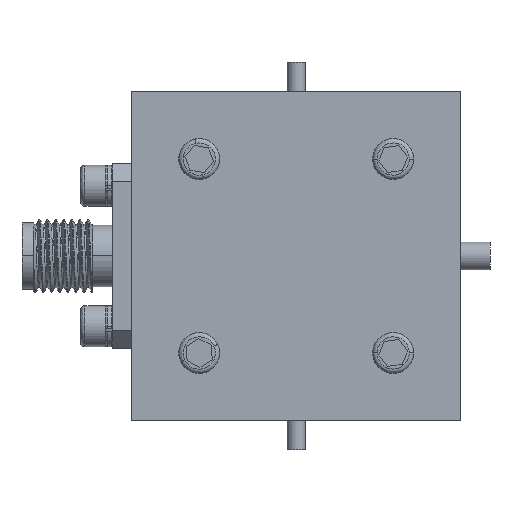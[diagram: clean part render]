
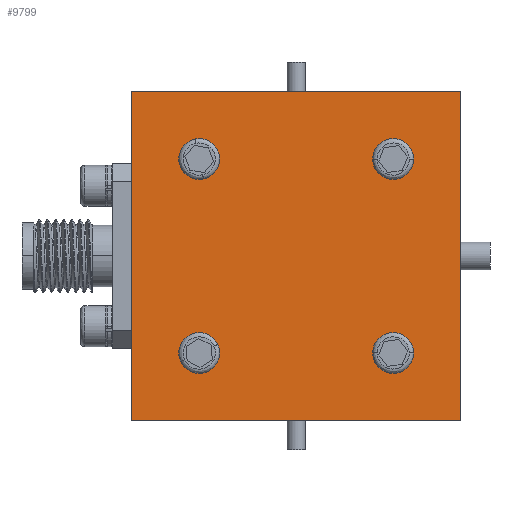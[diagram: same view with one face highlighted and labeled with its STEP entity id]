
A CAD part, front view. The second image highlights one B-rep face of the part: STEP entity #9799.
In plain terms, the highlighted face is planar.
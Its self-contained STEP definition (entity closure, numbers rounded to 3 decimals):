
#2 = EDGE_LOOP ( 'NONE', ( #3935, #1232, #8975, #4504 ) ) ;
#76 = EDGE_LOOP ( 'NONE', ( #7984, #5826 ) ) ;
#170 = CARTESIAN_POINT ( 'NONE',  ( -14.288, 3.175, -14.287 ) ) ;
#461 = DIRECTION ( 'NONE',  ( 0., 1., 0. ) ) ;
#473 = DIRECTION ( 'NONE',  ( 0., 1., 0. ) ) ;
#496 = VERTEX_POINT ( 'NONE', #1119 ) ;
#553 = CARTESIAN_POINT ( 'NONE',  ( 8.42, 3.175, 10.198 ) ) ;
#613 = CARTESIAN_POINT ( 'NONE',  ( -8.42, 3.175, -8.42 ) ) ;
#625 = ORIENTED_EDGE ( 'NONE', *, *, #3615, .F. ) ;
#652 = ORIENTED_EDGE ( 'NONE', *, *, #8754, .F. ) ;
#841 = CARTESIAN_POINT ( 'NONE',  ( 14.287, 3.175, -14.287 ) ) ;
#1004 = AXIS2_PLACEMENT_3D ( 'NONE', #8804, #8852, #3575 ) ;
#1119 = CARTESIAN_POINT ( 'NONE',  ( 14.288, 3.175, 14.288 ) ) ;
#1121 = EDGE_CURVE ( 'NONE', #4481, #496, #8342, .T. ) ;
#1232 = ORIENTED_EDGE ( 'NONE', *, *, #1121, .T. ) ;
#1252 = DIRECTION ( 'NONE',  ( 0., 0., 1. ) ) ;
#1304 = AXIS2_PLACEMENT_3D ( 'NONE', #5401, #9227, #4756 ) ;
#1377 = CIRCLE ( 'NONE', #6945, 1.778 ) ;
#1410 = FACE_BOUND ( 'NONE', #8075, .T. ) ;
#1426 = DIRECTION ( 'NONE',  ( -1., 0., 0. ) ) ;
#1480 = DIRECTION ( 'NONE',  ( 0., 0., -1. ) ) ;
#1582 = LINE ( 'NONE', #841, #8291 ) ;
#1631 = CIRCLE ( 'NONE', #3063, 1.778 ) ;
#1633 = CIRCLE ( 'NONE', #1304, 1.778 ) ;
#1755 = EDGE_CURVE ( 'NONE', #4347, #6432, #4633, .T. ) ;
#1895 = EDGE_CURVE ( 'NONE', #6432, #4347, #1631, .T. ) ;
#1949 = EDGE_CURVE ( 'NONE', #496, #3341, #1582, .T. ) ;
#1974 = PLANE ( 'NONE',  #8625 ) ;
#2044 = CARTESIAN_POINT ( 'NONE',  ( 8.42, 3.175, -6.642 ) ) ;
#2187 = DIRECTION ( 'NONE',  ( 0., 1., 0. ) ) ;
#2370 = DIRECTION ( 'NONE',  ( 0., 0., 1. ) ) ;
#2399 = VECTOR ( 'NONE', #1426, 1000. ) ;
#2466 = CARTESIAN_POINT ( 'NONE',  ( 8.42, 3.175, 6.642 ) ) ;
#2601 = CARTESIAN_POINT ( 'NONE',  ( -14.288, 3.175, -14.287 ) ) ;
#2704 = DIRECTION ( 'NONE',  ( 0., 0., 1. ) ) ;
#2882 = CARTESIAN_POINT ( 'NONE',  ( -8.42, 3.175, 6.642 ) ) ;
#2906 = FACE_BOUND ( 'NONE', #5455, .T. ) ;
#3031 = EDGE_CURVE ( 'NONE', #6361, #6765, #5942, .T. ) ;
#3063 = AXIS2_PLACEMENT_3D ( 'NONE', #4605, #2187, #8254 ) ;
#3201 = CARTESIAN_POINT ( 'NONE',  ( -8.42, 3.175, -6.642 ) ) ;
#3215 = EDGE_CURVE ( 'NONE', #7890, #6347, #7732, .T. ) ;
#3341 = VERTEX_POINT ( 'NONE', #3880 ) ;
#3550 = FACE_OUTER_BOUND ( 'NONE', #2, .T. ) ;
#3573 = EDGE_CURVE ( 'NONE', #3341, #8746, #4549, .T. ) ;
#3575 = DIRECTION ( 'NONE',  ( 0., 0., 1. ) ) ;
#3615 = EDGE_CURVE ( 'NONE', #6686, #5605, #1377, .T. ) ;
#3693 = DIRECTION ( 'NONE',  ( 0., 1., 0. ) ) ;
#3790 = LINE ( 'NONE', #170, #3926 ) ;
#3812 = CARTESIAN_POINT ( 'NONE',  ( -14.287, 3.175, 14.288 ) ) ;
#3880 = CARTESIAN_POINT ( 'NONE',  ( 14.287, 3.175, -14.287 ) ) ;
#3926 = VECTOR ( 'NONE', #6835, 1000. ) ;
#3935 = ORIENTED_EDGE ( 'NONE', *, *, #7421, .T. ) ;
#3966 = ORIENTED_EDGE ( 'NONE', *, *, #9270, .F. ) ;
#4045 = CARTESIAN_POINT ( 'NONE',  ( -14.287, 3.175, 14.288 ) ) ;
#4235 = CARTESIAN_POINT ( 'NONE',  ( -8.42, 3.175, 10.198 ) ) ;
#4347 = VERTEX_POINT ( 'NONE', #4235 ) ;
#4481 = VERTEX_POINT ( 'NONE', #4045 ) ;
#4504 = ORIENTED_EDGE ( 'NONE', *, *, #3573, .T. ) ;
#4549 = LINE ( 'NONE', #8246, #2399 ) ;
#4580 = ORIENTED_EDGE ( 'NONE', *, *, #3031, .F. ) ;
#4605 = CARTESIAN_POINT ( 'NONE',  ( -8.42, 3.175, 8.42 ) ) ;
#4633 = CIRCLE ( 'NONE', #1004, 1.778 ) ;
#4647 = EDGE_LOOP ( 'NONE', ( #3966, #625 ) ) ;
#4698 = AXIS2_PLACEMENT_3D ( 'NONE', #613, #6019, #6584 ) ;
#4751 = CARTESIAN_POINT ( 'NONE',  ( 8.42, 3.175, 8.42 ) ) ;
#4756 = DIRECTION ( 'NONE',  ( 0., 0., 1. ) ) ;
#4879 = CARTESIAN_POINT ( 'NONE',  ( 8.42, 3.175, -8.42 ) ) ;
#4933 = CARTESIAN_POINT ( 'NONE',  ( 8.42, 3.175, -8.42 ) ) ;
#5210 = CIRCLE ( 'NONE', #5814, 1.778 ) ;
#5396 = DIRECTION ( 'NONE',  ( 0., 1., 0. ) ) ;
#5401 = CARTESIAN_POINT ( 'NONE',  ( 8.42, 3.175, 8.42 ) ) ;
#5455 = EDGE_LOOP ( 'NONE', ( #8410, #8933 ) ) ;
#5605 = VERTEX_POINT ( 'NONE', #553 ) ;
#5662 = DIRECTION ( 'NONE',  ( 0., 0., 1. ) ) ;
#5803 = CARTESIAN_POINT ( 'NONE',  ( -8.42, 3.175, -8.42 ) ) ;
#5814 = AXIS2_PLACEMENT_3D ( 'NONE', #5803, #461, #5662 ) ;
#5826 = ORIENTED_EDGE ( 'NONE', *, *, #6299, .F. ) ;
#5942 = CIRCLE ( 'NONE', #7546, 1.778 ) ;
#5972 = DIRECTION ( 'NONE',  ( 0., 0., 1. ) ) ;
#6019 = DIRECTION ( 'NONE',  ( 0., 1., 0. ) ) ;
#6299 = EDGE_CURVE ( 'NONE', #6347, #7890, #5210, .T. ) ;
#6347 = VERTEX_POINT ( 'NONE', #8851 ) ;
#6361 = VERTEX_POINT ( 'NONE', #2044 ) ;
#6432 = VERTEX_POINT ( 'NONE', #2882 ) ;
#6487 = DIRECTION ( 'NONE',  ( 0., 1., 0. ) ) ;
#6584 = DIRECTION ( 'NONE',  ( 0., 0., 1. ) ) ;
#6686 = VERTEX_POINT ( 'NONE', #2466 ) ;
#6744 = CARTESIAN_POINT ( 'NONE',  ( 0., 3.175, 0. ) ) ;
#6765 = VERTEX_POINT ( 'NONE', #9218 ) ;
#6835 = DIRECTION ( 'NONE',  ( 0., 0., 1. ) ) ;
#6945 = AXIS2_PLACEMENT_3D ( 'NONE', #4751, #5396, #2370 ) ;
#7210 = CIRCLE ( 'NONE', #9250, 1.778 ) ;
#7336 = FACE_BOUND ( 'NONE', #76, .T. ) ;
#7421 = EDGE_CURVE ( 'NONE', #8746, #4481, #3790, .T. ) ;
#7484 = VECTOR ( 'NONE', #8985, 1000. ) ;
#7546 = AXIS2_PLACEMENT_3D ( 'NONE', #4933, #473, #1252 ) ;
#7732 = CIRCLE ( 'NONE', #4698, 1.778 ) ;
#7890 = VERTEX_POINT ( 'NONE', #3201 ) ;
#7984 = ORIENTED_EDGE ( 'NONE', *, *, #3215, .F. ) ;
#8075 = EDGE_LOOP ( 'NONE', ( #4580, #652 ) ) ;
#8246 = CARTESIAN_POINT ( 'NONE',  ( -14.288, 3.175, -14.287 ) ) ;
#8254 = DIRECTION ( 'NONE',  ( 0., 0., 1. ) ) ;
#8291 = VECTOR ( 'NONE', #1480, 1000. ) ;
#8342 = LINE ( 'NONE', #3812, #7484 ) ;
#8410 = ORIENTED_EDGE ( 'NONE', *, *, #1755, .F. ) ;
#8625 = AXIS2_PLACEMENT_3D ( 'NONE', #6744, #3693, #5972 ) ;
#8746 = VERTEX_POINT ( 'NONE', #2601 ) ;
#8754 = EDGE_CURVE ( 'NONE', #6765, #6361, #7210, .T. ) ;
#8804 = CARTESIAN_POINT ( 'NONE',  ( -8.42, 3.175, 8.42 ) ) ;
#8851 = CARTESIAN_POINT ( 'NONE',  ( -8.42, 3.175, -10.198 ) ) ;
#8852 = DIRECTION ( 'NONE',  ( 0., 1., 0. ) ) ;
#8914 = FACE_BOUND ( 'NONE', #4647, .T. ) ;
#8933 = ORIENTED_EDGE ( 'NONE', *, *, #1895, .F. ) ;
#8975 = ORIENTED_EDGE ( 'NONE', *, *, #1949, .T. ) ;
#8985 = DIRECTION ( 'NONE',  ( 1., 0., 0. ) ) ;
#9218 = CARTESIAN_POINT ( 'NONE',  ( 8.42, 3.175, -10.198 ) ) ;
#9227 = DIRECTION ( 'NONE',  ( 0., 1., 0. ) ) ;
#9250 = AXIS2_PLACEMENT_3D ( 'NONE', #4879, #6487, #2704 ) ;
#9270 = EDGE_CURVE ( 'NONE', #5605, #6686, #1633, .T. ) ;
#9799 = ADVANCED_FACE ( 'NONE', ( #7336, #1410, #8914, #2906, #3550 ), #1974, .T. ) ;
